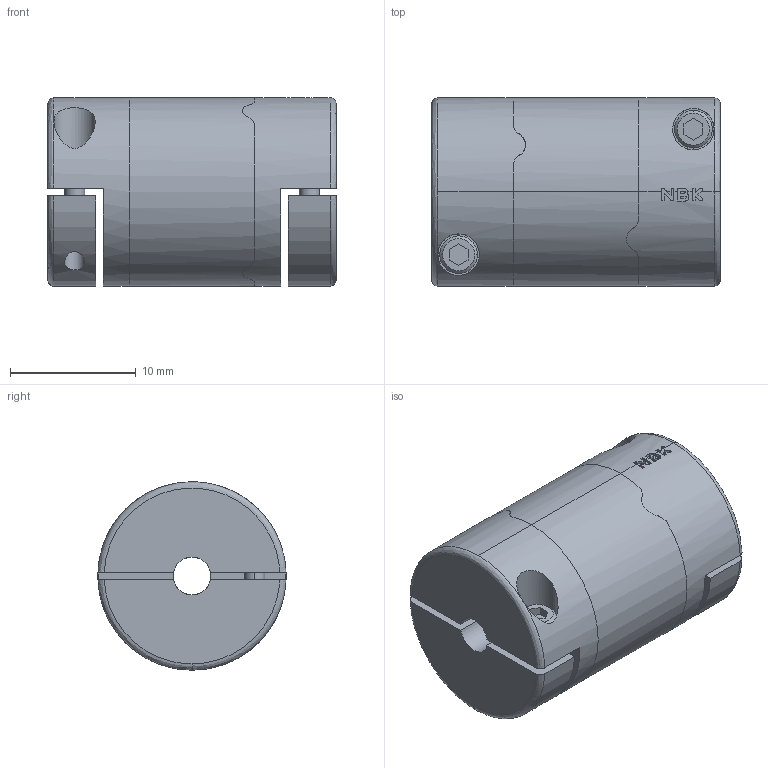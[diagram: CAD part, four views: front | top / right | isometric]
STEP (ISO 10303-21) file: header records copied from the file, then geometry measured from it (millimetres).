
FILE_DESCRIPTION (( 'STEP AP203' ), '1' );
FILE_NAME ('LAHP-25-CPL-N1417.step', '2020-12-09T22:35:55', ( '' ), ( '' ), 'SwSTEP 2.0', 'SolidWorks 2019', '' );
FILE_SCHEMA (( 'CONFIG_CONTROL_DESIGN' ));
Length unit declared in the file: inch
Products named in the file (1): LAHP-25-CPL-N1417
Bounding box: 23 x 15 x 15 mm (x, y, z)
Volume: 3442.6 mm3; surface area: 3000.2 mm2
Topology: 3 solids, 3 shells, 159 faces, 424 edges, 280 vertices
Faces by surface type: plane 89, cylinder 56, cone 8, bspline 6
Entity records: 5582 total; most frequent: CARTESIAN_POINT 1613, ORIENTED_EDGE 842, DIRECTION 786, EDGE_CURVE 421, AXIS2_PLACEMENT_3D 282, VERTEX_POINT 277, LINE 222, VECTOR 222
